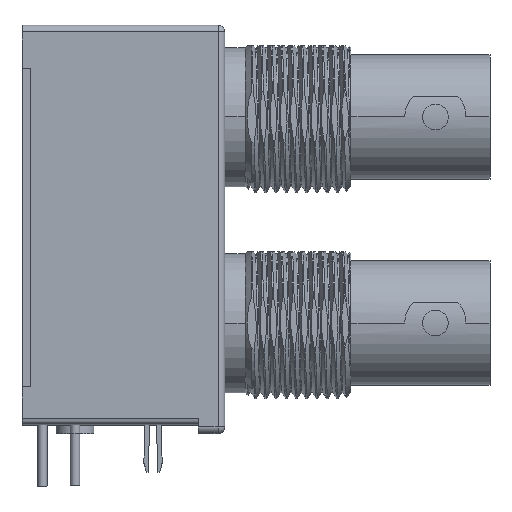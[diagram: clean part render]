
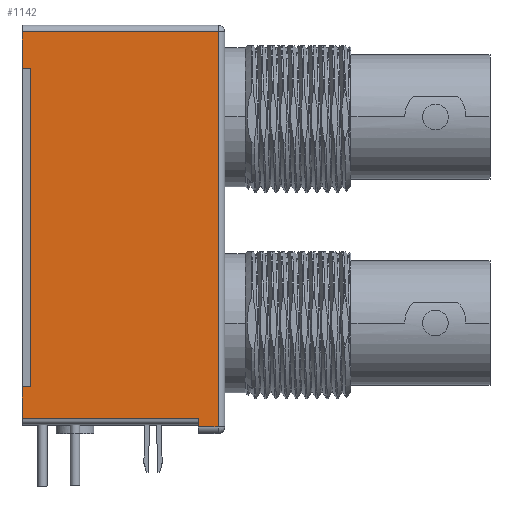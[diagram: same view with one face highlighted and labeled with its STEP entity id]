
A CAD part, top view. The second image highlights one B-rep face of the part: STEP entity #1142.
In plain terms, the highlighted planar face has unit normal (0, 0, 1).
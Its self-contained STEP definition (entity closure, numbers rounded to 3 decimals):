
#68=DIRECTION('',(-1.,0.,0.));
#69=VECTOR('',#68,1.524);
#70=CARTESIAN_POINT('',(14.59,-15.672,7.2));
#71=LINE('',#70,#69);
#72=DIRECTION('',(0.,1.,0.));
#73=VECTOR('',#72,0.673);
#74=CARTESIAN_POINT('',(13.066,-15.672,7.2));
#75=LINE('',#74,#73);
#76=DIRECTION('',(-1.,0.,0.));
#77=VECTOR('',#76,13.701);
#78=CARTESIAN_POINT('',(13.066,-14.999,7.2));
#79=LINE('',#78,#77);
#80=DIRECTION('',(1.,0.,0.));
#81=VECTOR('',#80,0.635);
#82=CARTESIAN_POINT('',(-0.635,-12.56,7.2));
#83=LINE('',#82,#81);
#84=DIRECTION('',(0.,1.,0.));
#85=VECTOR('',#84,24.714);
#86=CARTESIAN_POINT('',(0.,-12.56,7.2));
#87=LINE('',#86,#85);
#88=DIRECTION('',(-1.,0.,0.));
#89=VECTOR('',#88,0.635);
#90=CARTESIAN_POINT('',(0.,12.154,7.2));
#91=LINE('',#90,#89);
#92=DIRECTION('',(1.,0.,0.));
#93=VECTOR('',#92,15.225);
#94=CARTESIAN_POINT('',(-0.635,14.999,7.2));
#95=LINE('',#94,#93);
#96=DIRECTION('',(0.,-1.,0.));
#97=VECTOR('',#96,30.671);
#98=CARTESIAN_POINT('',(14.59,14.999,7.2));
#99=LINE('',#98,#97);
#306=DIRECTION('',(0.,1.,0.));
#307=VECTOR('',#306,2.845);
#308=CARTESIAN_POINT('',(-0.635,12.154,7.2));
#309=LINE('',#308,#307);
#413=DIRECTION('',(0.,1.,0.));
#414=VECTOR('',#413,2.438);
#415=CARTESIAN_POINT('',(-0.635,-14.999,7.2));
#416=LINE('',#415,#414);
#859=CARTESIAN_POINT('',(14.59,14.999,7.2));
#860=VERTEX_POINT('',#859);
#887=CARTESIAN_POINT('',(-0.635,14.999,7.2));
#889=VERTEX_POINT('',#887);
#899=CARTESIAN_POINT('',(-0.635,12.154,7.2));
#900=VERTEX_POINT('',#899);
#927=CARTESIAN_POINT('',(0.,12.154,7.2));
#928=VERTEX_POINT('',#927);
#931=CARTESIAN_POINT('',(-0.635,-12.56,7.2));
#933=VERTEX_POINT('',#931);
#953=CARTESIAN_POINT('',(0.,-12.56,7.2));
#954=VERTEX_POINT('',#953);
#993=CARTESIAN_POINT('',(13.066,-14.999,7.2));
#994=CARTESIAN_POINT('',(-0.635,-14.999,7.2));
#995=VERTEX_POINT('',#993);
#996=VERTEX_POINT('',#994);
#1000=CARTESIAN_POINT('',(13.066,-15.672,7.2));
#1002=VERTEX_POINT('',#1000);
#1003=CARTESIAN_POINT('',(14.59,-15.672,7.2));
#1004=VERTEX_POINT('',#1003);
#1116=CARTESIAN_POINT('',(0.,15.507,7.2));
#1117=DIRECTION('',(0.,0.,1.));
#1118=DIRECTION('',(0.,-1.,0.));
#1119=AXIS2_PLACEMENT_3D('',#1116,#1117,#1118);
#1120=PLANE('',#1119);
#1121=ORIENTED_EDGE('',*,*,#1108,.T.);
#1123=ORIENTED_EDGE('',*,*,#1122,.T.);
#1125=ORIENTED_EDGE('',*,*,#1124,.T.);
#1127=ORIENTED_EDGE('',*,*,#1126,.T.);
#1129=ORIENTED_EDGE('',*,*,#1128,.T.);
#1131=ORIENTED_EDGE('',*,*,#1130,.T.);
#1133=ORIENTED_EDGE('',*,*,#1132,.T.);
#1135=ORIENTED_EDGE('',*,*,#1134,.T.);
#1137=ORIENTED_EDGE('',*,*,#1136,.T.);
#1139=ORIENTED_EDGE('',*,*,#1138,.T.);
#1140=EDGE_LOOP('',(#1121,#1123,#1125,#1127,#1129,#1131,#1133,#1135,#1137,
#1139));
#1141=FACE_OUTER_BOUND('',#1140,.F.);
#1108=EDGE_CURVE('',#1004,#1002,#71,.T.);
#1122=EDGE_CURVE('',#1002,#995,#75,.T.);
#1124=EDGE_CURVE('',#995,#996,#79,.T.);
#1126=EDGE_CURVE('',#996,#933,#416,.T.);
#1128=EDGE_CURVE('',#933,#954,#83,.T.);
#1130=EDGE_CURVE('',#954,#928,#87,.T.);
#1132=EDGE_CURVE('',#928,#900,#91,.T.);
#1134=EDGE_CURVE('',#900,#889,#309,.T.);
#1136=EDGE_CURVE('',#889,#860,#95,.T.);
#1138=EDGE_CURVE('',#860,#1004,#99,.T.);
#1142=ADVANCED_FACE('',(#1141),#1120,.T.);
